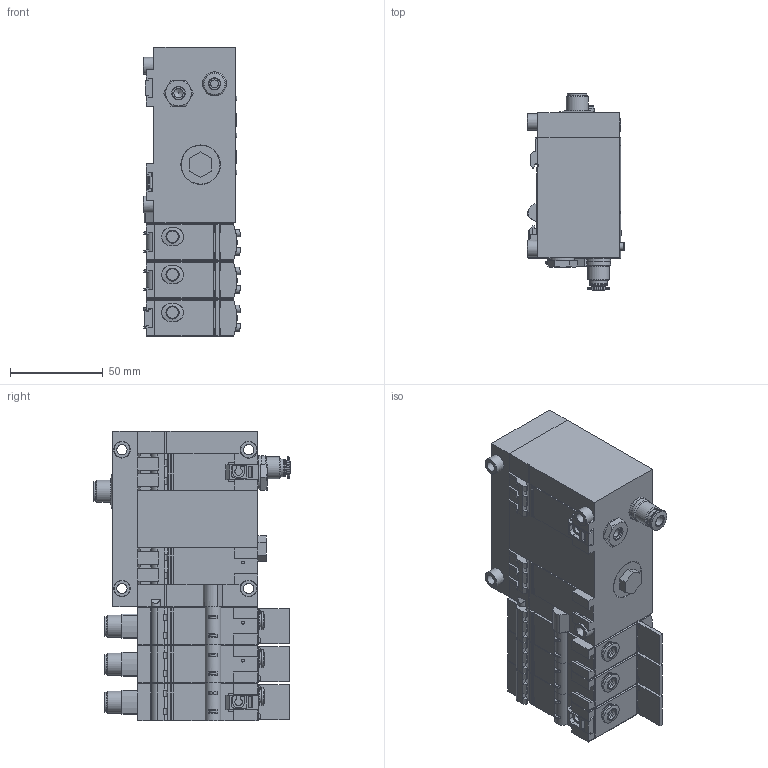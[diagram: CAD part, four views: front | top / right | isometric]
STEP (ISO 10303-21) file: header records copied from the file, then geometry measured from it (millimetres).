
FILE_DESCRIPTION(/* description */ ('STEP AP214'),/* implementation_level */ '2;1');
FILE_NAME(/* name */ '8093822_SOPA-CM3H-R1-HQ6-PNLK-VB-M12',/* time_stamp */ '2024-09-15T10:32:40+02:00',/* author */ ('License CC BY-ND 4.0'),/* organization */ ('CADENAS'),/* preprocessor_version */ 'ST-DEVELOPER v19.3',/* originating_system */ 'PARTsolutions',/* authorisation */ ' ');
FILE_SCHEMA (('AUTOMOTIVE_DESIGN {1 0 10303 214 3 1 1}'));
Length unit declared in the file: millimetre
Products named in the file (8): 8093822 SOPA-CM3H-R1-HQ6-PNLK-VB-M12; 549902 SOPA_C---(H); 8093816 SOPA-M1-R1-HQ6-PNLK-VB-M12_P; 174309 B-M7; 385546 Schieber; 707742 Gewindehuelse; 186107 QS-G1/8-6-I; 707546 Entl._Schraube
Assembly tree (15 placements, depth 2):
  8093822 SOPA-CM3H-R1-HQ6-PNLK-VB-M12
    549902 SOPA_C---(H)
    8093816 SOPA-M1-R1-HQ6-PNLK-VB-M12_P  x3
    174309 B-M7
    385546 Schieber  x2
    707742 Gewindehuelse  x6
    186107 QS-G1/8-6-I
    707546 Entl._Schraube
Bounding box: 52.63 x 106.1 x 156.5 mm (x, y, z)
Volume: 518647.2 mm3; surface area: 88355.7 mm2
Topology: 15 solids, 15 shells, 1117 faces, 2684 edges, 1756 vertices
Faces by surface type: plane 673, cylinder 305, cone 94, torus 42, sphere 3
Full cylindrical faces by diameter (mm): 0.5 x1, 1 x20, 1.2 x2, 1.5 x5, 2.5 x3, 3.2 x6, 3.242 x8, 3.75 x6, 4 x12, 4.5 x6, 5 x1, 5.5 x4, 5.917 x3, 6 x1, 6.2 x3, 6.5 x6, 6.8 x1, 7 x12, 7.2 x2, 7.4 x1, 8.1 x1, 8.3 x3, 8.4 x1, 8.55 x1, 8.566 x2, 8.6 x6, 9 x4, 9.5 x4, 9.728 x2, 10 x7
Entity records: 19657 total; most frequent: CARTESIAN_POINT 3021, DIRECTION 2723, ORIENTED_EDGE 2448, EDGE_CURVE 1224, AXIS2_PLACEMENT_3D 985, VERTEX_POINT 882, FACE_BOUND 832, EDGE_LOOP 831
